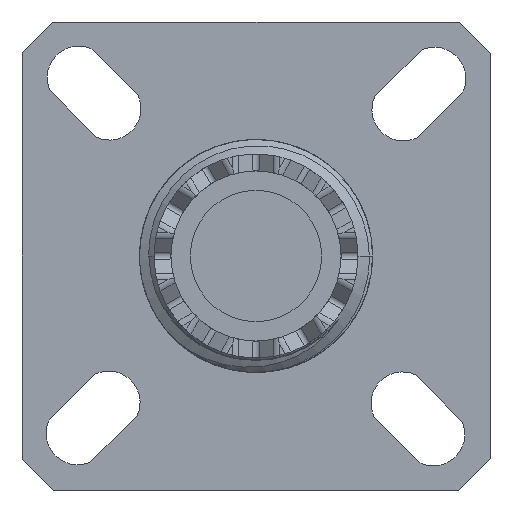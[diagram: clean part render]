
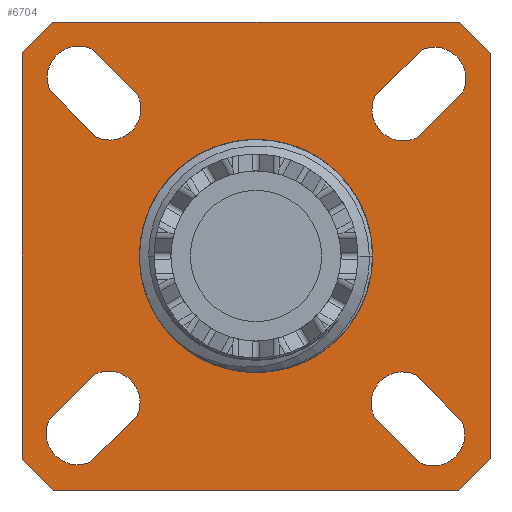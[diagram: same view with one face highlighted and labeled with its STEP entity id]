
A CAD part, front view. The second image highlights one B-rep face of the part: STEP entity #6704.
In plain terms, the highlighted planar face has unit normal (0, -1, 0).
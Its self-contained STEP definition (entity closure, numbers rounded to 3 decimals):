
#1713=CARTESIAN_POINT('',(0.,-23.4,0.));
#1714=DIRECTION('',(0.,-1.,0.));
#1715=DIRECTION('',(-1.,0.,0.));
#1716=AXIS2_PLACEMENT_3D('',#1713,#1714,#1715);
#2068=CARTESIAN_POINT('',(0.,-23.4,0.));
#2069=DIRECTION('',(0.,-1.,0.));
#2070=DIRECTION('',(1.,0.,0.));
#2071=AXIS2_PLACEMENT_3D('',#2068,#2069,#2070);
#2119=CARTESIAN_POINT('',(0.,-23.4,0.));
#2120=DIRECTION('',(0.,1.,0.));
#2121=DIRECTION('',(0.757,0.,-0.654));
#2122=AXIS2_PLACEMENT_3D('',#2119,#2120,#2121);
#2124=DIRECTION('',(-1.,0.,0.));
#2125=VECTOR('',#2124,20.823);
#2126=CARTESIAN_POINT('',(10.412,-23.4,-12.05));
#2127=LINE('',#2126,#2125);
#2128=CARTESIAN_POINT('',(0.,-23.4,0.));
#2129=DIRECTION('',(0.,1.,0.));
#2130=DIRECTION('',(-0.654,0.,-0.757));
#2131=AXIS2_PLACEMENT_3D('',#2128,#2129,#2130);
#2133=DIRECTION('',(0.,0.,1.));
#2134=VECTOR('',#2133,20.823);
#2135=CARTESIAN_POINT('',(-12.05,-23.4,-10.412));
#2136=LINE('',#2135,#2134);
#2137=CARTESIAN_POINT('',(0.,-23.4,0.));
#2138=DIRECTION('',(0.,1.,0.));
#2139=DIRECTION('',(-0.757,0.,0.654));
#2140=AXIS2_PLACEMENT_3D('',#2137,#2138,#2139);
#2142=DIRECTION('',(1.,0.,0.));
#2143=VECTOR('',#2142,20.823);
#2144=CARTESIAN_POINT('',(-10.412,-23.4,12.05));
#2145=LINE('',#2144,#2143);
#2146=CARTESIAN_POINT('',(0.,-23.4,0.));
#2147=DIRECTION('',(0.,1.,0.));
#2148=DIRECTION('',(0.654,0.,0.757));
#2149=AXIS2_PLACEMENT_3D('',#2146,#2147,#2148);
#2151=DIRECTION('',(0.,0.,-1.));
#2152=VECTOR('',#2151,20.823);
#2153=CARTESIAN_POINT('',(12.05,-23.4,10.412));
#2154=LINE('',#2153,#2152);
#2155=CARTESIAN_POINT('',(7.545,-23.4,-7.59));
#2156=DIRECTION('',(0.,1.,0.));
#2157=DIRECTION('',(-0.906,0.,-0.423));
#2158=AXIS2_PLACEMENT_3D('',#2155,#2156,#2157);
#2160=DIRECTION('',(-0.705,0.,0.709));
#2161=VECTOR('',#2160,3.347);
#2162=CARTESIAN_POINT('',(8.436,-23.4,-10.649));
#2163=LINE('',#2162,#2161);
#2164=CARTESIAN_POINT('',(9.13,-23.4,-9.184));
#2165=DIRECTION('',(0.,1.,0.));
#2166=DIRECTION('',(0.906,0.,0.423));
#2167=AXIS2_PLACEMENT_3D('',#2164,#2165,#2166);
#2169=DIRECTION('',(0.705,0.,-0.709));
#2170=VECTOR('',#2169,3.347);
#2171=CARTESIAN_POINT('',(8.239,-23.4,-6.125));
#2172=LINE('',#2171,#2170);
#2173=CARTESIAN_POINT('',(7.59,-23.4,7.545));
#2174=DIRECTION('',(0.,1.,0.));
#2175=DIRECTION('',(0.423,0.,-0.906));
#2176=AXIS2_PLACEMENT_3D('',#2173,#2174,#2175);
#2178=DIRECTION('',(-0.709,0.,-0.705));
#2179=VECTOR('',#2178,3.347);
#2180=CARTESIAN_POINT('',(10.649,-23.4,8.436));
#2181=LINE('',#2180,#2179);
#2182=CARTESIAN_POINT('',(9.184,-23.4,9.13));
#2183=DIRECTION('',(0.,1.,0.));
#2184=DIRECTION('',(-0.423,0.,0.906));
#2185=AXIS2_PLACEMENT_3D('',#2182,#2183,#2184);
#2187=DIRECTION('',(0.709,0.,0.705));
#2188=VECTOR('',#2187,3.347);
#2189=CARTESIAN_POINT('',(6.125,-23.4,8.239));
#2190=LINE('',#2189,#2188);
#2191=CARTESIAN_POINT('',(-7.545,-23.4,7.59));
#2192=DIRECTION('',(0.,1.,0.));
#2193=DIRECTION('',(0.906,0.,0.423));
#2194=AXIS2_PLACEMENT_3D('',#2191,#2192,#2193);
#2196=DIRECTION('',(0.705,0.,-0.709));
#2197=VECTOR('',#2196,3.347);
#2198=CARTESIAN_POINT('',(-8.436,-23.4,10.649));
#2199=LINE('',#2198,#2197);
#2200=CARTESIAN_POINT('',(-9.13,-23.4,9.184));
#2201=DIRECTION('',(0.,1.,0.));
#2202=DIRECTION('',(-0.906,0.,-0.423));
#2203=AXIS2_PLACEMENT_3D('',#2200,#2201,#2202);
#2205=DIRECTION('',(-0.705,0.,0.709));
#2206=VECTOR('',#2205,3.347);
#2207=CARTESIAN_POINT('',(-8.239,-23.4,6.125));
#2208=LINE('',#2207,#2206);
#2209=CARTESIAN_POINT('',(-7.59,-23.4,-7.545));
#2210=DIRECTION('',(0.,1.,0.));
#2211=DIRECTION('',(-0.423,0.,0.906));
#2212=AXIS2_PLACEMENT_3D('',#2209,#2210,#2211);
#2214=DIRECTION('',(0.709,0.,0.705));
#2215=VECTOR('',#2214,3.347);
#2216=CARTESIAN_POINT('',(-10.649,-23.4,-8.436));
#2217=LINE('',#2216,#2215);
#2218=CARTESIAN_POINT('',(-9.184,-23.4,-9.13));
#2219=DIRECTION('',(0.,1.,0.));
#2220=DIRECTION('',(0.423,0.,-0.906));
#2221=AXIS2_PLACEMENT_3D('',#2218,#2219,#2220);
#2223=DIRECTION('',(-0.709,0.,-0.705));
#2224=VECTOR('',#2223,3.347);
#2225=CARTESIAN_POINT('',(-6.125,-23.4,-8.239));
#2226=LINE('',#2225,#2224);
#4241=CARTESIAN_POINT('',(12.05,-23.4,-10.412));
#4242=CARTESIAN_POINT('',(10.412,-23.4,-12.05));
#4243=VERTEX_POINT('',#4241);
#4244=VERTEX_POINT('',#4242);
#4245=CARTESIAN_POINT('',(-10.412,-23.4,-12.05));
#4246=VERTEX_POINT('',#4245);
#4247=CARTESIAN_POINT('',(-12.05,-23.4,-10.412));
#4248=VERTEX_POINT('',#4247);
#4249=CARTESIAN_POINT('',(-12.05,-23.4,10.412));
#4250=VERTEX_POINT('',#4249);
#4251=CARTESIAN_POINT('',(-10.412,-23.4,12.05));
#4252=VERTEX_POINT('',#4251);
#4253=CARTESIAN_POINT('',(10.412,-23.4,12.05));
#4254=VERTEX_POINT('',#4253);
#4255=CARTESIAN_POINT('',(12.05,-23.4,10.412));
#4256=VERTEX_POINT('',#4255);
#4257=CARTESIAN_POINT('',(6.,-23.4,0.));
#4258=CARTESIAN_POINT('',(-6.,-23.4,0.));
#4259=VERTEX_POINT('',#4257);
#4260=VERTEX_POINT('',#4258);
#4346=CARTESIAN_POINT('',(6.076,-23.4,-8.275));
#4347=CARTESIAN_POINT('',(8.239,-23.4,-6.125));
#4348=VERTEX_POINT('',#4346);
#4349=VERTEX_POINT('',#4347);
#4350=CARTESIAN_POINT('',(10.599,-23.4,-8.498));
#4351=VERTEX_POINT('',#4350);
#4352=CARTESIAN_POINT('',(8.436,-23.4,-10.649));
#4353=VERTEX_POINT('',#4352);
#4362=CARTESIAN_POINT('',(8.275,-23.4,6.076));
#4363=CARTESIAN_POINT('',(6.125,-23.4,8.239));
#4364=VERTEX_POINT('',#4362);
#4365=VERTEX_POINT('',#4363);
#4366=CARTESIAN_POINT('',(8.498,-23.4,10.599));
#4367=VERTEX_POINT('',#4366);
#4368=CARTESIAN_POINT('',(10.649,-23.4,8.436));
#4369=VERTEX_POINT('',#4368);
#4378=CARTESIAN_POINT('',(-6.076,-23.4,8.275));
#4379=CARTESIAN_POINT('',(-8.239,-23.4,6.125));
#4380=VERTEX_POINT('',#4378);
#4381=VERTEX_POINT('',#4379);
#4382=CARTESIAN_POINT('',(-10.599,-23.4,8.498));
#4383=VERTEX_POINT('',#4382);
#4384=CARTESIAN_POINT('',(-8.436,-23.4,10.649));
#4385=VERTEX_POINT('',#4384);
#4394=CARTESIAN_POINT('',(-8.275,-23.4,-6.076));
#4395=CARTESIAN_POINT('',(-6.125,-23.4,-8.239));
#4396=VERTEX_POINT('',#4394);
#4397=VERTEX_POINT('',#4395);
#4398=CARTESIAN_POINT('',(-8.498,-23.4,-10.599));
#4399=VERTEX_POINT('',#4398);
#4400=CARTESIAN_POINT('',(-10.649,-23.4,-8.436));
#4401=VERTEX_POINT('',#4400);
#6637=CARTESIAN_POINT('',(0.,-23.4,0.));
#6638=DIRECTION('',(0.,1.,0.));
#6639=DIRECTION('',(0.,0.,1.));
#6640=AXIS2_PLACEMENT_3D('',#6637,#6638,#6639);
#6641=PLANE('',#6640);
#6643=ORIENTED_EDGE('',*,*,#6642,.T.);
#6645=ORIENTED_EDGE('',*,*,#6644,.T.);
#6647=ORIENTED_EDGE('',*,*,#6646,.T.);
#6649=ORIENTED_EDGE('',*,*,#6648,.T.);
#6651=ORIENTED_EDGE('',*,*,#6650,.T.);
#6653=ORIENTED_EDGE('',*,*,#6652,.T.);
#6655=ORIENTED_EDGE('',*,*,#6654,.T.);
#6657=ORIENTED_EDGE('',*,*,#6656,.T.);
#6658=EDGE_LOOP('',(#6643,#6645,#6647,#6649,#6651,#6653,#6655,#6657));
#6659=FACE_OUTER_BOUND('',#6658,.F.);
#6660=ORIENTED_EDGE('',*,*,#6619,.T.);
#6661=ORIENTED_EDGE('',*,*,#6008,.T.);
#6662=EDGE_LOOP('',(#6660,#6661));
#6663=FACE_BOUND('',#6662,.F.);
#6665=ORIENTED_EDGE('',*,*,#6664,.F.);
#6667=ORIENTED_EDGE('',*,*,#6666,.F.);
#6669=ORIENTED_EDGE('',*,*,#6668,.F.);
#6671=ORIENTED_EDGE('',*,*,#6670,.F.);
#6672=EDGE_LOOP('',(#6665,#6667,#6669,#6671));
#6673=FACE_BOUND('',#6672,.F.);
#6675=ORIENTED_EDGE('',*,*,#6674,.F.);
#6677=ORIENTED_EDGE('',*,*,#6676,.F.);
#6679=ORIENTED_EDGE('',*,*,#6678,.F.);
#6681=ORIENTED_EDGE('',*,*,#6680,.F.);
#6682=EDGE_LOOP('',(#6675,#6677,#6679,#6681));
#6683=FACE_BOUND('',#6682,.F.);
#6685=ORIENTED_EDGE('',*,*,#6684,.F.);
#6687=ORIENTED_EDGE('',*,*,#6686,.F.);
#6689=ORIENTED_EDGE('',*,*,#6688,.F.);
#6691=ORIENTED_EDGE('',*,*,#6690,.F.);
#6692=EDGE_LOOP('',(#6685,#6687,#6689,#6691));
#6693=FACE_BOUND('',#6692,.F.);
#6695=ORIENTED_EDGE('',*,*,#6694,.F.);
#6697=ORIENTED_EDGE('',*,*,#6696,.F.);
#6699=ORIENTED_EDGE('',*,*,#6698,.F.);
#6701=ORIENTED_EDGE('',*,*,#6700,.F.);
#6702=EDGE_LOOP('',(#6695,#6697,#6699,#6701));
#6703=FACE_BOUND('',#6702,.F.);
#6704=ADVANCED_FACE('',(#6659,#6663,#6673,#6683,#6693,#6703),#6641,.F.);
#1717=CIRCLE('',#1716,6.);
#2072=CIRCLE('',#2071,6.);
#2123=CIRCLE('',#2122,15.925);
#2132=CIRCLE('',#2131,15.925);
#2141=CIRCLE('',#2140,15.925);
#2150=CIRCLE('',#2149,15.925);
#2159=CIRCLE('',#2158,1.621);
#2168=CIRCLE('',#2167,1.621);
#2177=CIRCLE('',#2176,1.621);
#2186=CIRCLE('',#2185,1.621);
#2195=CIRCLE('',#2194,1.621);
#2204=CIRCLE('',#2203,1.621);
#2213=CIRCLE('',#2212,1.621);
#2222=CIRCLE('',#2221,1.621);
#6008=EDGE_CURVE('',#4260,#4259,#1717,.T.);
#6619=EDGE_CURVE('',#4259,#4260,#2072,.T.);
#6642=EDGE_CURVE('',#4243,#4244,#2123,.T.);
#6644=EDGE_CURVE('',#4244,#4246,#2127,.T.);
#6646=EDGE_CURVE('',#4246,#4248,#2132,.T.);
#6648=EDGE_CURVE('',#4248,#4250,#2136,.T.);
#6650=EDGE_CURVE('',#4250,#4252,#2141,.T.);
#6652=EDGE_CURVE('',#4252,#4254,#2145,.T.);
#6654=EDGE_CURVE('',#4254,#4256,#2150,.T.);
#6656=EDGE_CURVE('',#4256,#4243,#2154,.T.);
#6664=EDGE_CURVE('',#4348,#4349,#2159,.T.);
#6666=EDGE_CURVE('',#4353,#4348,#2163,.T.);
#6668=EDGE_CURVE('',#4351,#4353,#2168,.T.);
#6670=EDGE_CURVE('',#4349,#4351,#2172,.T.);
#6674=EDGE_CURVE('',#4364,#4365,#2177,.T.);
#6676=EDGE_CURVE('',#4369,#4364,#2181,.T.);
#6678=EDGE_CURVE('',#4367,#4369,#2186,.T.);
#6680=EDGE_CURVE('',#4365,#4367,#2190,.T.);
#6684=EDGE_CURVE('',#4380,#4381,#2195,.T.);
#6686=EDGE_CURVE('',#4385,#4380,#2199,.T.);
#6688=EDGE_CURVE('',#4383,#4385,#2204,.T.);
#6690=EDGE_CURVE('',#4381,#4383,#2208,.T.);
#6694=EDGE_CURVE('',#4396,#4397,#2213,.T.);
#6696=EDGE_CURVE('',#4401,#4396,#2217,.T.);
#6698=EDGE_CURVE('',#4399,#4401,#2222,.T.);
#6700=EDGE_CURVE('',#4397,#4399,#2226,.T.);
